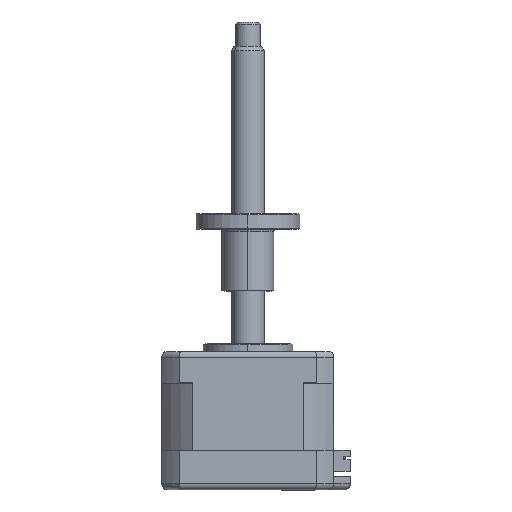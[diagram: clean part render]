
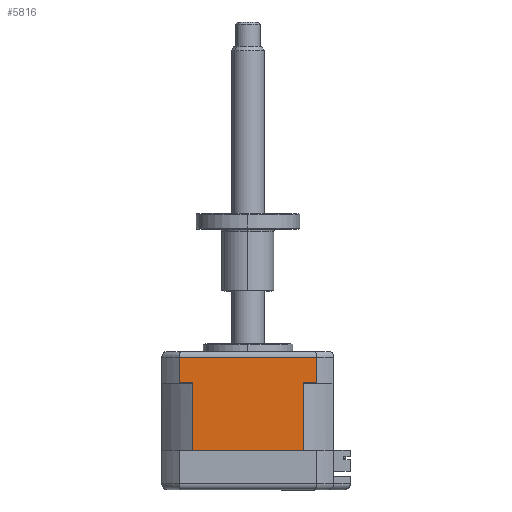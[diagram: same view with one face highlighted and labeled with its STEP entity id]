
A CAD part, top view. The second image highlights one B-rep face of the part: STEP entity #5816.
In plain terms, the highlighted planar face has unit normal (0, 0, 1).
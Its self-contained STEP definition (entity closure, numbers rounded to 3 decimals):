
#167 = FACE_OUTER_BOUND ( 'NONE', #3578, .T. ) ;
#213 = ORIENTED_EDGE ( 'NONE', *, *, #11575, .F. ) ;
#438 = PLANE ( 'NONE',  #11325 ) ;
#820 = DIRECTION ( 'NONE',  ( 1., 0., 0. ) ) ;
#993 = LINE ( 'NONE', #11454, #5827 ) ;
#1254 = CARTESIAN_POINT ( 'NONE',  ( -34.427, -4.208, 54.45 ) ) ;
#1624 = ORIENTED_EDGE ( 'NONE', *, *, #2107, .F. ) ;
#1895 = CARTESIAN_POINT ( 'NONE',  ( -31.176, -27.058, 54.45 ) ) ;
#2091 = EDGE_CURVE ( 'NONE', #7951, #8052, #993, .T. ) ;
#2098 = ORIENTED_EDGE ( 'NONE', *, *, #5750, .T. ) ;
#2107 = EDGE_CURVE ( 'NONE', #5268, #11552, #3416, .T. ) ;
#2204 = CARTESIAN_POINT ( 'NONE',  ( -3.987, -10.358, 54.45 ) ) ;
#2286 = ORIENTED_EDGE ( 'NONE', *, *, #2091, .T. ) ;
#2289 = EDGE_CURVE ( 'NONE', #8052, #11319, #10238, .T. ) ;
#2346 = EDGE_CURVE ( 'NONE', #11150, #11552, #5089, .T. ) ;
#2355 = EDGE_CURVE ( 'NONE', #11319, #11482, #4819, .T. ) ;
#2482 = CARTESIAN_POINT ( 'NONE',  ( -0.735, -4.208, 54.45 ) ) ;
#2674 = VECTOR ( 'NONE', #5469, 1000. ) ;
#3137 = VECTOR ( 'NONE', #11496, 1000. ) ;
#3153 = LINE ( 'NONE', #1254, #3432 ) ;
#3416 = LINE ( 'NONE', #10520, #3137 ) ;
#3432 = VECTOR ( 'NONE', #4006, 1000. ) ;
#3487 = VECTOR ( 'NONE', #3941, 1000. ) ;
#3578 = EDGE_LOOP ( 'NONE', ( #2286, #4336, #10567, #2098, #7815, #4836, #1624, #213 ) ) ;
#3941 = DIRECTION ( 'NONE',  ( 0., 1., 0. ) ) ;
#4006 = DIRECTION ( 'NONE',  ( -1., 0., 0. ) ) ;
#4336 = ORIENTED_EDGE ( 'NONE', *, *, #2289, .T. ) ;
#4456 = CARTESIAN_POINT ( 'NONE',  ( -0.735, -11.958, 54.45 ) ) ;
#4561 = CARTESIAN_POINT ( 'NONE',  ( -3.987, -27.058, 54.45 ) ) ;
#4819 = LINE ( 'NONE', #4456, #9389 ) ;
#4836 = ORIENTED_EDGE ( 'NONE', *, *, #2346, .T. ) ;
#5089 = LINE ( 'NONE', #8999, #9671 ) ;
#5179 = CARTESIAN_POINT ( 'NONE',  ( -3.987, -27.058, 54.45 ) ) ;
#5268 = VERTEX_POINT ( 'NONE', #1895 ) ;
#5278 = VERTEX_POINT ( 'NONE', #8232 ) ;
#5469 = DIRECTION ( 'NONE',  ( -1., 0., 0. ) ) ;
#5750 = EDGE_CURVE ( 'NONE', #11482, #5278, #3153, .T. ) ;
#5816 = ADVANCED_FACE ( 'NONE', ( #167 ), #438, .F. ) ;
#5827 = VECTOR ( 'NONE', #5933, 1000. ) ;
#5933 = DIRECTION ( 'NONE',  ( 0., 1., 0. ) ) ;
#6085 = DIRECTION ( 'NONE',  ( 1., 0., 0. ) ) ;
#6262 = CARTESIAN_POINT ( 'NONE',  ( -31.176, -10.358, 54.45 ) ) ;
#6752 = LINE ( 'NONE', #9402, #3487 ) ;
#7160 = CARTESIAN_POINT ( 'NONE',  ( -0.735, -10.358, 54.45 ) ) ;
#7801 = VECTOR ( 'NONE', #9901, 1000. ) ;
#7815 = ORIENTED_EDGE ( 'NONE', *, *, #9355, .F. ) ;
#7951 = VERTEX_POINT ( 'NONE', #8377 ) ;
#8052 = VERTEX_POINT ( 'NONE', #2204 ) ;
#8232 = CARTESIAN_POINT ( 'NONE',  ( -34.427, -4.208, 54.45 ) ) ;
#8377 = CARTESIAN_POINT ( 'NONE',  ( -3.987, -27.058, 54.45 ) ) ;
#8999 = CARTESIAN_POINT ( 'NONE',  ( -0.735, -10.358, 54.45 ) ) ;
#9066 = LINE ( 'NONE', #4561, #2674 ) ;
#9110 = CARTESIAN_POINT ( 'NONE',  ( -0.735, -10.358, 54.45 ) ) ;
#9355 = EDGE_CURVE ( 'NONE', #11150, #5278, #6752, .T. ) ;
#9389 = VECTOR ( 'NONE', #11810, 1000. ) ;
#9402 = CARTESIAN_POINT ( 'NONE',  ( -34.427, -11.958, 54.45 ) ) ;
#9671 = VECTOR ( 'NONE', #820, 1000. ) ;
#9901 = DIRECTION ( 'NONE',  ( 1., 0., 0. ) ) ;
#10238 = LINE ( 'NONE', #7160, #7801 ) ;
#10520 = CARTESIAN_POINT ( 'NONE',  ( -31.176, -27.058, 54.45 ) ) ;
#10559 = CARTESIAN_POINT ( 'NONE',  ( -34.427, -10.358, 54.45 ) ) ;
#10567 = ORIENTED_EDGE ( 'NONE', *, *, #2355, .T. ) ;
#11150 = VERTEX_POINT ( 'NONE', #10559 ) ;
#11319 = VERTEX_POINT ( 'NONE', #9110 ) ;
#11325 = AXIS2_PLACEMENT_3D ( 'NONE', #5179, #11633, #6085 ) ;
#11454 = CARTESIAN_POINT ( 'NONE',  ( -3.987, -27.058, 54.45 ) ) ;
#11482 = VERTEX_POINT ( 'NONE', #2482 ) ;
#11496 = DIRECTION ( 'NONE',  ( 0., 1., 0. ) ) ;
#11552 = VERTEX_POINT ( 'NONE', #6262 ) ;
#11575 = EDGE_CURVE ( 'NONE', #7951, #5268, #9066, .T. ) ;
#11633 = DIRECTION ( 'NONE',  ( 0., 0., -1. ) ) ;
#11810 = DIRECTION ( 'NONE',  ( 0., 1., 0. ) ) ;
